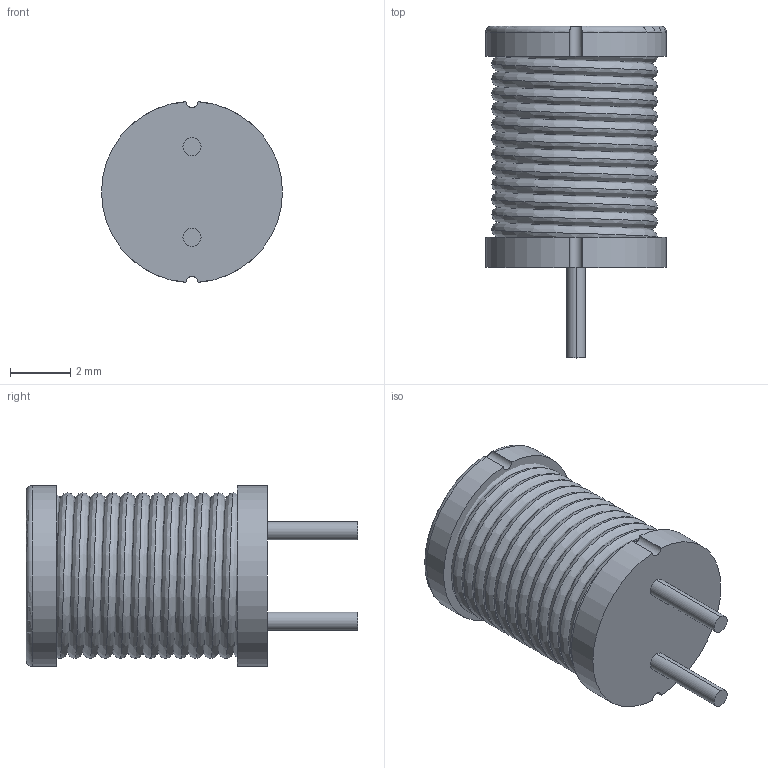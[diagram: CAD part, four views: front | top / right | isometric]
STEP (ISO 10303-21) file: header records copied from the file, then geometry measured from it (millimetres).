
FILE_DESCRIPTION (( 'STEP AP214' ), '1' );
FILE_NAME ('inductor 6x8_IND220_0.33COR_0.68RES.STEP', '2023-02-13T11:15:03', ( '' ), ( '' ), 'SwSTEP 2.0', 'SolidWorks 2022', '' );
FILE_SCHEMA (( 'AUTOMOTIVE_DESIGN' ));
Length unit declared in the file: millimetre
Products named in the file (1): inductor 6x8_IND220_0.33COR_0.68RES
Bounding box: 6 x 11 x 5.99 mm (x, y, z)
Volume: 216.6 mm3; surface area: 544.1 mm2
Topology: 2 solids, 2 shells, 30 faces, 63 edges, 41 vertices
Faces by surface type: cylinder 16, plane 8, bspline 4, torus 2
Entity records: 4403 total; most frequent: CARTESIAN_POINT 3511, DIRECTION 148, ORIENTED_EDGE 126, AXIS2_PLACEMENT_3D 66, EDGE_CURVE 63, VERTEX_POINT 41, CIRCLE 39, EDGE_LOOP 34
